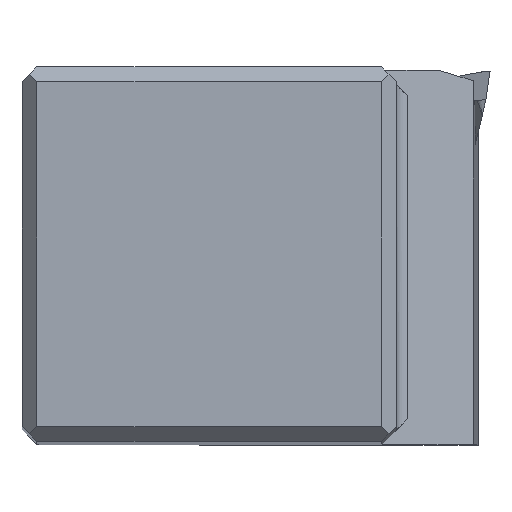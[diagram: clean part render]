
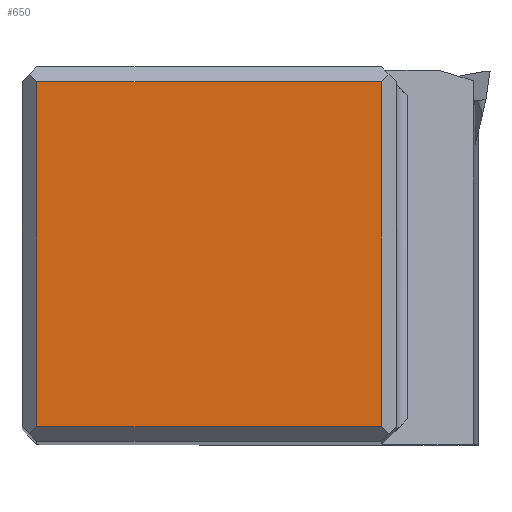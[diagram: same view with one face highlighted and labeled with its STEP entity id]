
A CAD part, top view. The second image highlights one B-rep face of the part: STEP entity #650.
In plain terms, the highlighted planar face has unit normal (0, 0, 1).
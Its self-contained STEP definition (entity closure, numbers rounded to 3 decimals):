
#568=FACE_OUTER_BOUND('',#783,.T.);
#650=ADVANCED_FACE('',(#568),#719,.T.);
#719=PLANE('',#2203);
#783=EDGE_LOOP('',(#1062,#1063,#1064,#1065));
#1062=ORIENTED_EDGE('',*,*,#1539,.F.);
#1063=ORIENTED_EDGE('',*,*,#1540,.T.);
#1064=ORIENTED_EDGE('',*,*,#1538,.T.);
#1065=ORIENTED_EDGE('',*,*,#1529,.F.);
#1345=VERTEX_POINT('',#2997);
#1346=VERTEX_POINT('',#2999);
#1350=VERTEX_POINT('',#3013);
#1352=VERTEX_POINT('',#3019);
#1529=EDGE_CURVE('',#1345,#1346,#1823,.T.);
#1538=EDGE_CURVE('',#1350,#1346,#1832,.T.);
#1539=EDGE_CURVE('',#1352,#1345,#1833,.T.);
#1540=EDGE_CURVE('',#1352,#1350,#1834,.T.);
#1823=LINE('',#2998,#1961);
#1832=LINE('',#3016,#1970);
#1833=LINE('',#3018,#1971);
#1834=LINE('',#3020,#1972);
#1961=VECTOR('',#2532,1.);
#1970=VECTOR('',#2547,1.);
#1971=VECTOR('',#2550,1.);
#1972=VECTOR('',#2551,1.);
#2203=AXIS2_PLACEMENT_3D('',#3021,#2552,#2553);
#2532=DIRECTION('',(-1.,0.,0.));
#2547=DIRECTION('',(0.,-1.,0.));
#2550=DIRECTION('',(0.,-1.,0.));
#2551=DIRECTION('',(-1.,0.,0.));
#2552=DIRECTION('',(0.,0.,1.));
#2553=DIRECTION('',(1.,0.,0.));
#2997=CARTESIAN_POINT('',(24.4,1.,0.));
#2998=CARTESIAN_POINT('',(24.4,1.,0.));
#2999=CARTESIAN_POINT('',(1.,1.,0.));
#3013=CARTESIAN_POINT('',(1.,24.4,0.));
#3016=CARTESIAN_POINT('',(1.,24.4,0.));
#3018=CARTESIAN_POINT('',(24.4,24.4,0.));
#3019=CARTESIAN_POINT('',(24.4,24.4,0.));
#3020=CARTESIAN_POINT('',(24.4,24.4,0.));
#3021=CARTESIAN_POINT('',(12.7,12.7,0.));
